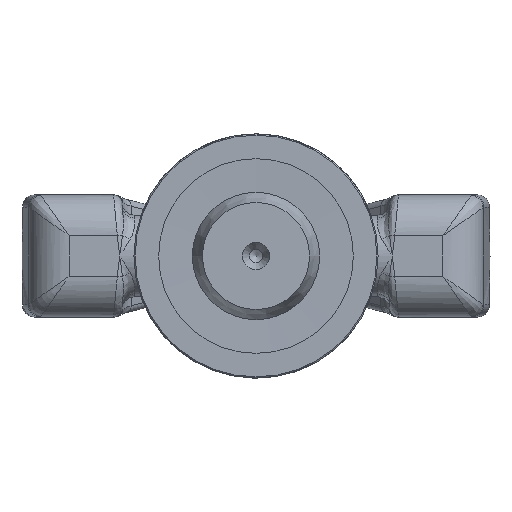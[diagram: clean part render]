
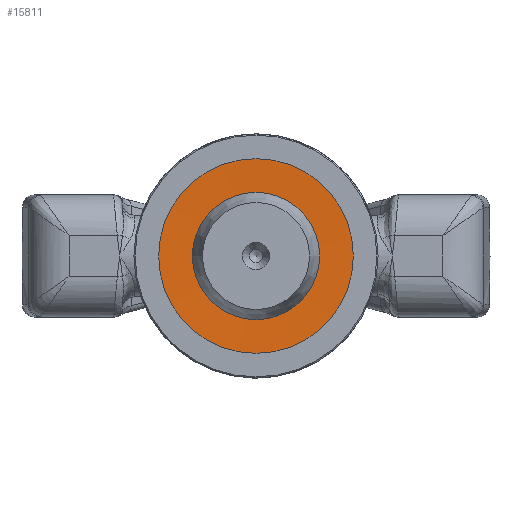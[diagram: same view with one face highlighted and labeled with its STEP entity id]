
A CAD part, front view. The second image highlights one B-rep face of the part: STEP entity #15811.
In plain terms, the highlighted conical face has half-angle 88.62 degrees and reference radius 19.775 mm.
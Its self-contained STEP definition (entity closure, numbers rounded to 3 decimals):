
#137=FACE_BOUND('',#4741,.T.);
#205=CONICAL_SURFACE('',#16947,19.775,88.62);
#3753=FACE_OUTER_BOUND('',#4740,.T.);
#4740=EDGE_LOOP('',(#12999));
#4741=EDGE_LOOP('',(#13000));
#5430=CIRCLE('',#16919,15.625);
#5436=CIRCLE('',#16931,23.925);
#7254=VERTEX_POINT('',#43773);
#7260=VERTEX_POINT('',#43791);
#9294=EDGE_CURVE('',#7254,#7254,#5430,.T.);
#9300=EDGE_CURVE('',#7260,#7260,#5436,.T.);
#12999=ORIENTED_EDGE('',*,*,#9294,.T.);
#13000=ORIENTED_EDGE('',*,*,#9300,.T.);
#15811=ADVANCED_FACE('',(#3753,#137),#205,.F.);
#16919=AXIS2_PLACEMENT_3D('',#43774,#19088,#19089);
#16931=AXIS2_PLACEMENT_3D('',#43792,#19112,#19113);
#16947=AXIS2_PLACEMENT_3D('',#43815,#19144,#19145);
#19088=DIRECTION('center_axis',(0.,0.,1.));
#19089=DIRECTION('ref_axis',(-1.,0.,0.));
#19112=DIRECTION('center_axis',(0.,0.,-1.));
#19113=DIRECTION('ref_axis',(-1.,0.,0.));
#19144=DIRECTION('center_axis',(0.,0.,-1.));
#19145=DIRECTION('ref_axis',(-1.,0.,0.));
#43773=CARTESIAN_POINT('',(15.625,0.,0.2));
#43774=CARTESIAN_POINT('Origin',(0.,0.,0.2));
#43791=CARTESIAN_POINT('',(23.925,0.,0.));
#43792=CARTESIAN_POINT('Origin',(0.,0.,0.));
#43815=CARTESIAN_POINT('Origin',(0.,0.,0.1));
